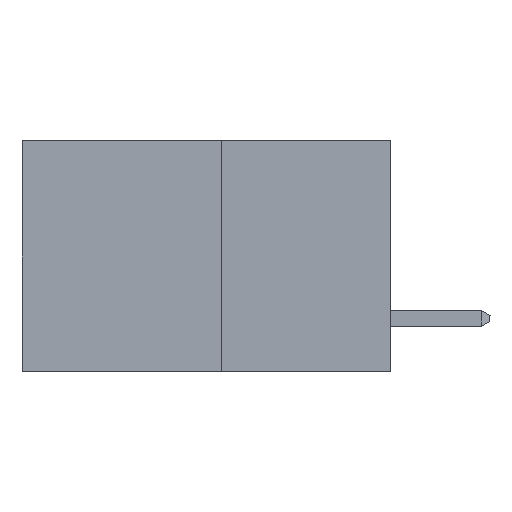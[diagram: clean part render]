
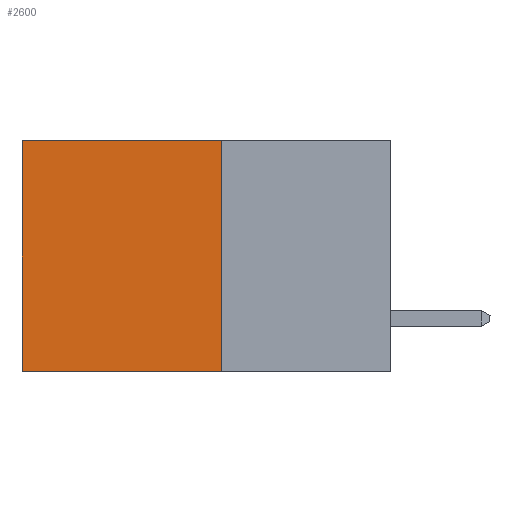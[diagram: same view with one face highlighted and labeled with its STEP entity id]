
A CAD part, left-side view. The second image highlights one B-rep face of the part: STEP entity #2600.
In plain terms, the highlighted planar face has unit normal (-1, 0, 0).
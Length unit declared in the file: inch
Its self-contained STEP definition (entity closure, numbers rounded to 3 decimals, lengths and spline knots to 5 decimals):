
#32 = VECTOR ( 'NONE', #745, 39.37008 ) ;
#76 = VERTEX_POINT ( 'NONE', #1562 ) ;
#435 = LINE ( 'NONE', #5334, #32 ) ;
#564 = ORIENTED_EDGE ( 'NONE', *, *, #1917, .F. ) ;
#745 = DIRECTION ( 'NONE',  ( 0., 0., -1. ) ) ;
#1378 = VERTEX_POINT ( 'NONE', #3592 ) ;
#1384 = EDGE_CURVE ( 'NONE', #2159, #4652, #1655, .T. ) ;
#1423 = VECTOR ( 'NONE', #2850, 39.37008 ) ;
#1562 = CARTESIAN_POINT ( 'NONE',  ( 0.277, 0.59, 0. ) ) ;
#1655 = LINE ( 'NONE', #5807, #1423 ) ;
#1917 = EDGE_CURVE ( 'NONE', #1378, #2159, #435, .T. ) ;
#1998 = VECTOR ( 'NONE', #4570, 39.37008 ) ;
#2159 = VERTEX_POINT ( 'NONE', #5154 ) ;
#2415 = EDGE_LOOP ( 'NONE', ( #2457, #3048, #564, #3039 ) ) ;
#2457 = ORIENTED_EDGE ( 'NONE', *, *, #3123, .T. ) ;
#2600 = ADVANCED_FACE ( 'NONE', ( #5575 ), #5137, .F. ) ;
#2631 = CARTESIAN_POINT ( 'NONE',  ( 0.277, 0.59, -0.37 ) ) ;
#2648 = LINE ( 'NONE', #5134, #1998 ) ;
#2850 = DIRECTION ( 'NONE',  ( 0., 1., 0. ) ) ;
#3039 = ORIENTED_EDGE ( 'NONE', *, *, #6252, .T. ) ;
#3048 = ORIENTED_EDGE ( 'NONE', *, *, #1384, .F. ) ;
#3123 = EDGE_CURVE ( 'NONE', #76, #4652, #3794, .T. ) ;
#3592 = CARTESIAN_POINT ( 'NONE',  ( 0.277, 0.27, 0. ) ) ;
#3794 = LINE ( 'NONE', #7063, #3864 ) ;
#3864 = VECTOR ( 'NONE', #7011, 39.37008 ) ;
#4570 = DIRECTION ( 'NONE',  ( 0., 1., 0. ) ) ;
#4652 = VERTEX_POINT ( 'NONE', #2631 ) ;
#4860 = DIRECTION ( 'NONE',  ( 1., 0., 0. ) ) ;
#4869 = DIRECTION ( 'NONE',  ( 0., 0., -1. ) ) ;
#5134 = CARTESIAN_POINT ( 'NONE',  ( 0.277, 0.27, 0. ) ) ;
#5137 = PLANE ( 'NONE',  #6014 ) ;
#5154 = CARTESIAN_POINT ( 'NONE',  ( 0.277, 0.27, -0.37 ) ) ;
#5334 = CARTESIAN_POINT ( 'NONE',  ( 0.277, 0.27, -0.37 ) ) ;
#5575 = FACE_OUTER_BOUND ( 'NONE', #2415, .T. ) ;
#5807 = CARTESIAN_POINT ( 'NONE',  ( 0.277, 0.27, -0.37 ) ) ;
#6014 = AXIS2_PLACEMENT_3D ( 'NONE', #6673, #4860, #4869 ) ;
#6252 = EDGE_CURVE ( 'NONE', #1378, #76, #2648, .T. ) ;
#6673 = CARTESIAN_POINT ( 'NONE',  ( 0.277, 0.27, -0.37 ) ) ;
#7011 = DIRECTION ( 'NONE',  ( 0., 0., -1. ) ) ;
#7063 = CARTESIAN_POINT ( 'NONE',  ( 0.277, 0.59, -0.37 ) ) ;
